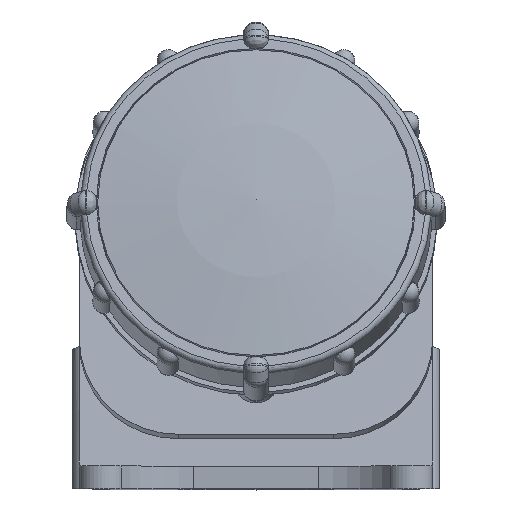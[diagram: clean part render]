
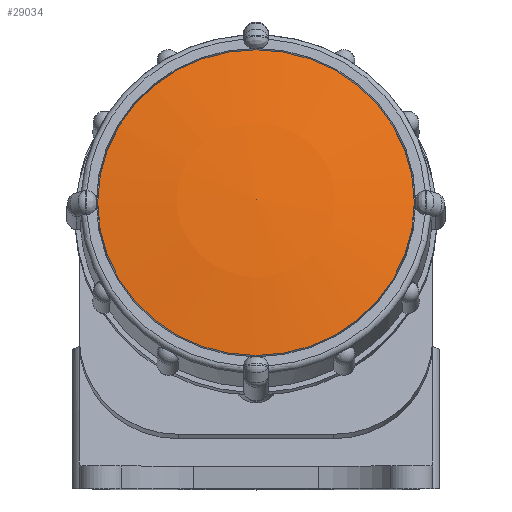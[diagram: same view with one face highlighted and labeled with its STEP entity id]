
A CAD part, top view. The second image highlights one B-rep face of the part: STEP entity #29034.
In plain terms, the highlighted spherical face has radius 335 mm.
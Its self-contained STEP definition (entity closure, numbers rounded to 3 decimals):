
#2620 = DIRECTION ( 'NONE',  ( 0., -0.259, -0.966 ) ) ;
#3956 = EDGE_CURVE ( 'NONE', #4047, #5805, #30705, .T. ) ;
#4047 = VERTEX_POINT ( 'NONE', #12624 ) ;
#5805 = VERTEX_POINT ( 'NONE', #22593 ) ;
#6781 = DIRECTION ( 'NONE',  ( 0., 0.259, 0.966 ) ) ;
#7316 = CIRCLE ( 'NONE', #13851, 56. ) ;
#8808 = ORIENTED_EDGE ( 'NONE', *, *, #3956, .F. ) ;
#9658 = CARTESIAN_POINT ( 'NONE',  ( 0., 101.065, 67.203 ) ) ;
#12624 = CARTESIAN_POINT ( 'NONE',  ( -56., 101.065, 67.203 ) ) ;
#12685 = AXIS2_PLACEMENT_3D ( 'NONE', #34287, #6781, #28629 ) ;
#13676 = EDGE_LOOP ( 'NONE', ( #29852, #8808 ) ) ;
#13851 = AXIS2_PLACEMENT_3D ( 'NONE', #28148, #2620, #30709 ) ;
#14731 = SPHERICAL_SURFACE ( 'NONE', #12685, 335. ) ;
#22593 = CARTESIAN_POINT ( 'NONE',  ( 56., 101.065, 67.203 ) ) ;
#24071 = EDGE_CURVE ( 'NONE', #5805, #4047, #7316, .T. ) ;
#26024 = AXIS2_PLACEMENT_3D ( 'NONE', #9658, #32040, #29828 ) ;
#28148 = CARTESIAN_POINT ( 'NONE',  ( 0., 101.065, 67.203 ) ) ;
#28629 = DIRECTION ( 'NONE',  ( 0., -0.966, 0.259 ) ) ;
#29034 = ADVANCED_FACE ( 'NONE', ( #31367 ), #14731, .T. ) ;
#29828 = DIRECTION ( 'NONE',  ( -1., 0., 0. ) ) ;
#29852 = ORIENTED_EDGE ( 'NONE', *, *, #24071, .F. ) ;
#30705 = CIRCLE ( 'NONE', #26024, 56. ) ;
#30709 = DIRECTION ( 'NONE',  ( -1., 0., 0. ) ) ;
#31367 = FACE_OUTER_BOUND ( 'NONE', #13676, .T. ) ;
#32040 = DIRECTION ( 'NONE',  ( 0., -0.259, -0.966 ) ) ;
#34287 = CARTESIAN_POINT ( 'NONE',  ( 0., 15.58, -251.829 ) ) ;
